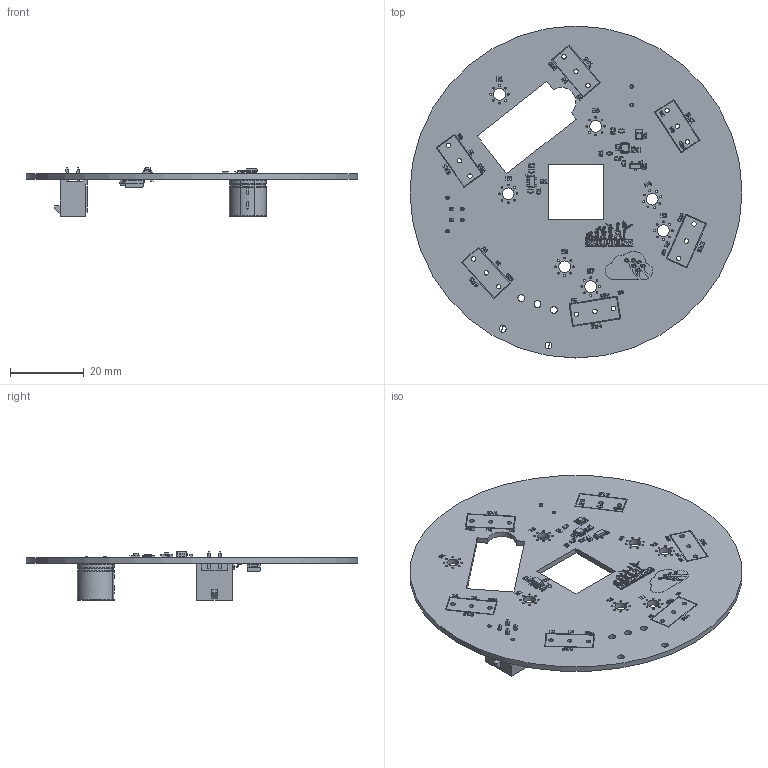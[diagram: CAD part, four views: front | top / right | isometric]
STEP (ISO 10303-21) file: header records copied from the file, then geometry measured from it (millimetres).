
FILE_DESCRIPTION(('KiCad electronic assembly'),'2;1');
FILE_NAME('carte-gyrophare.step','2025-05-14T04:17:35',('Pcbnew'),( 'Kicad'),'Open CASCADE STEP processor 7.8','KiCad to STEP converter' ,'Unknown');
FILE_SCHEMA(('AUTOMOTIVE_DESIGN { 1 0 10303 214 1 1 1 1 }'));
Length unit declared in the file: millimetre
Products named in the file (15): carte-gyrophare 1; VSSOP-8_2.3x2mm_P0.5mm; R_0603_1608Metric; SOT-23; C_0603_1608Metric; SOT-23-5; LED_0805_2012Metric; CP_Radial_D10.0mm_P5.00mm; D_SMB; 66200421122 (rev1); 66200421122; 6620xx21122_PIN; SOT-223; carte-gyrophare_silkscreen; carte-gyrophare_PCB
Assembly tree (22 placements, depth 3):
  carte-gyrophare 1
    VSSOP-8_2.3x2mm_P0.5mm
    R_0603_1608Metric  x4
    SOT-23
    C_0603_1608Metric  x3
    SOT-23-5
    LED_0805_2012Metric
    CP_Radial_D10.0mm_P5.00mm
    D_SMB
    66200421122 (rev1)
      66200421122
      6620xx21122_PIN  x4
    SOT-223
    carte-gyrophare_silkscreen
    carte-gyrophare_PCB
Bounding box: 90 x 90 x 13.23 mm (x, y, z)
Volume: 9893.9 mm3; surface area: 14655.3 mm2
Topology: 20 solids, 225 shells, 1314 faces, 8257 edges, 7196 vertices
Faces by surface type: plane 890, cylinder 297, bspline 119, revolution 4, torus 2, cone 2
Full cylindrical faces by diameter (mm): 0.25 x1, 0.5 x56, 0.65 x2, 0.7 x2, 1 x2, 1.02 x6, 1.2 x18, 1.85 x5, 3.2 x7, 90 x1
Entity records: 80558 total; most frequent: CARTESIAN_POINT 16878, DIRECTION 10837, ORIENTED_EDGE 10118, EDGE_CURVE 7717, VERTEX_POINT 6848, LINE 6287, VECTOR 6287, AXIS2_PLACEMENT_3D 2273
